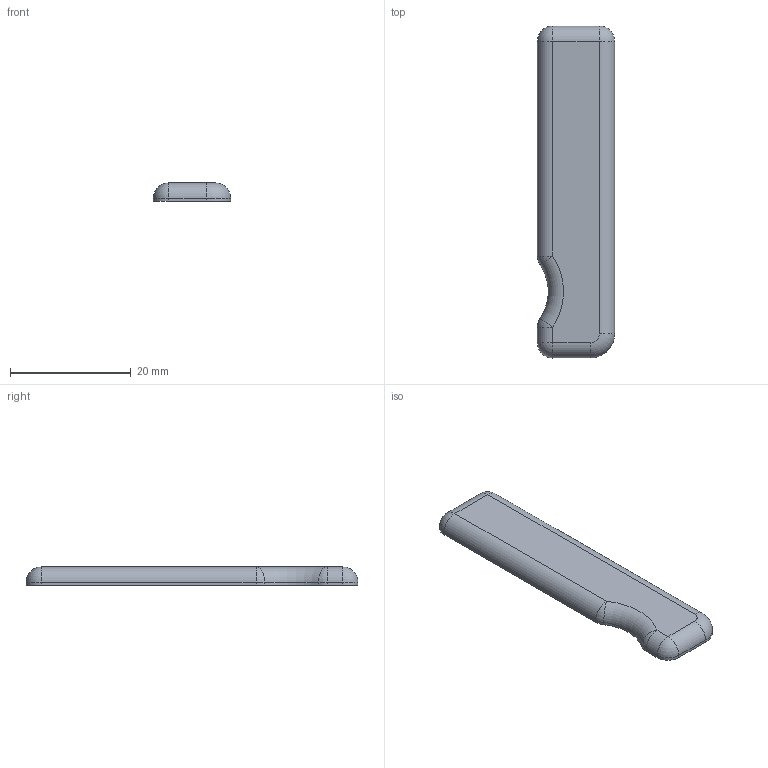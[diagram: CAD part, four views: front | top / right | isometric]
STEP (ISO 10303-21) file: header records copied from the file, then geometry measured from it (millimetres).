
FILE_DESCRIPTION(/* description */ (''),/* implementation_level */ '2;1');
FILE_NAME(/* name */ '5f6781b2ad068c120b751586',/* time_stamp */ '2020-09-20T16:22:10+00:00',/* author */ (''),/* organization */ (''),/* preprocessor_version */ 'ST-DEVELOPER v16.7',/* originating_system */ $,/* authorisation */ $);
FILE_SCHEMA (('AUTOMOTIVE_DESIGN {1 0 10303 214 3 1 1}'));
Length unit declared in the file: metre
Products named in the file (1): top_glue_B
Bounding box: 12.8 x 55 x 3 mm (x, y, z)
Volume: 1874.6 mm3; surface area: 1615.6 mm2
Topology: 1 solids, 1 shells, 26 faces, 60 edges, 31 vertices
Faces by surface type: cylinder 12, plane 7, sphere 5, torus 2
Entity records: 721 total; most frequent: DIRECTION 137, CARTESIAN_POINT 113, ORIENTED_EDGE 110, EDGE_CURVE 55, AXIS2_PLACEMENT_3D 55, VERTEX_POINT 31, CIRCLE 28, LINE 27
